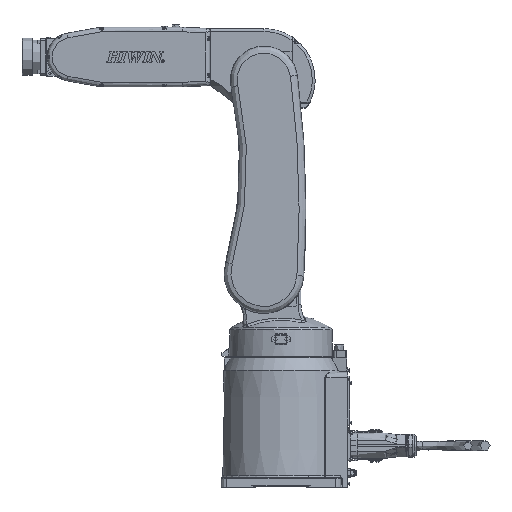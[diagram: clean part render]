
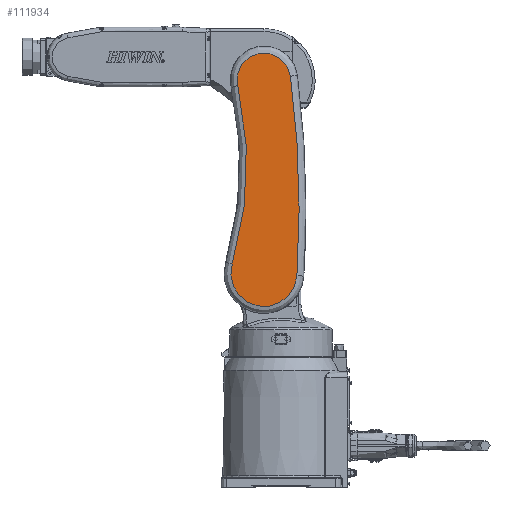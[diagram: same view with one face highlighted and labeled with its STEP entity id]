
A CAD part, left-side view. The second image highlights one B-rep face of the part: STEP entity #111934.
In plain terms, the highlighted face is planar.
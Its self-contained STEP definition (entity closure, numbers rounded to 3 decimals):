
#24090=PLANE('',#118942);
#30524=FACE_OUTER_BOUND('',#37091,.T.);
#37091=EDGE_LOOP('',(#78880,#78881,#78882,#78883));
#44417=CIRCLE('',#118943,612.);
#44418=CIRCLE('',#118944,58.);
#44419=CIRCLE('',#118945,1788.);
#44420=CIRCLE('',#118946,47.);
#49702=VERTEX_POINT('',#167024);
#49703=VERTEX_POINT('',#167025);
#49704=VERTEX_POINT('',#167027);
#49705=VERTEX_POINT('',#167029);
#61113=EDGE_CURVE('',#49702,#49703,#44417,.T.);
#61114=EDGE_CURVE('',#49703,#49704,#44418,.T.);
#61115=EDGE_CURVE('',#49704,#49705,#44419,.T.);
#61116=EDGE_CURVE('',#49705,#49702,#44420,.T.);
#78880=ORIENTED_EDGE('',*,*,#61113,.T.);
#78881=ORIENTED_EDGE('',*,*,#61114,.T.);
#78882=ORIENTED_EDGE('',*,*,#61115,.T.);
#78883=ORIENTED_EDGE('',*,*,#61116,.T.);
#111934=ADVANCED_FACE('',(#30524),#24090,.T.);
#118942=AXIS2_PLACEMENT_3D('',#167023,#131573,#131574);
#118943=AXIS2_PLACEMENT_3D('',#167026,#131575,#131576);
#118944=AXIS2_PLACEMENT_3D('',#167028,#131577,#131578);
#118945=AXIS2_PLACEMENT_3D('',#167030,#131579,#131580);
#118946=AXIS2_PLACEMENT_3D('',#167031,#131581,#131582);
#131573=DIRECTION('center_axis',(0.,1.,0.));
#131574=DIRECTION('ref_axis',(0.,0.,-1.));
#131575=DIRECTION('center_axis',(0.,-1.,0.));
#131576=DIRECTION('ref_axis',(-1.,0.,-0.031));
#131577=DIRECTION('center_axis',(0.,1.,0.));
#131578=DIRECTION('ref_axis',(0.177,0.,-0.984));
#131579=DIRECTION('center_axis',(0.,1.,0.));
#131580=DIRECTION('ref_axis',(-0.999,0.,0.032));
#131581=DIRECTION('center_axis',(0.,1.,0.));
#131582=DIRECTION('ref_axis',(0.178,0.,0.984));
#167023=CARTESIAN_POINT('Origin',(-5.985,89.7,162.184));
#167024=CARTESIAN_POINT('',(45.791,89.7,329.659));
#167025=CARTESIAN_POINT('',(55.58,89.7,16.827));
#167026=CARTESIAN_POINT('Origin',(642.05,89.7,191.749));
#167027=CARTESIAN_POINT('',(-57.874,89.7,-3.567));
#167028=CARTESIAN_POINT('Origin',(0.,89.7,
0.25));
#167029=CARTESIAN_POINT('',(-46.602,89.7,346.355));
#167030=CARTESIAN_POINT('Origin',(1726.25,89.7,114.101));
#167031=CARTESIAN_POINT('Origin',(0.,89.7,
340.25));
